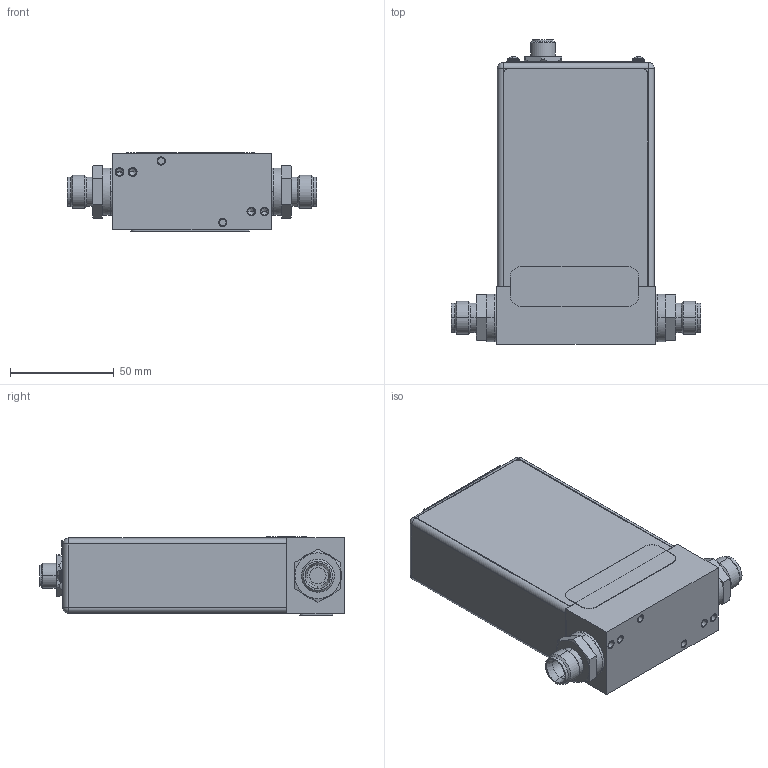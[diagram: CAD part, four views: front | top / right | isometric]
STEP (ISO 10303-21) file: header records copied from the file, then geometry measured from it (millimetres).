
FILE_DESCRIPTION((''),'2;1');
FILE_NAME('GM100A_DNET_12MM_TUBE_ASM','2016-11-28T',('cockrofm'),(''),'PRO/ENGINEER BY PARAMETRIC TECHNOLOGY CORPORATION, 2016100','PRO/ENGINEER BY PARAMETRIC TECHNOLOGY CORPORATION, 2016100','');
FILE_SCHEMA(('CONFIG_CONTROL_DESIGN'));
Length unit declared in the file: inch
Products named in the file (21): 1052409_FLOWBODY_1_1_1; PRT0069; ASM0017_ASM; PRT0070; 1042639-001_FRT_1_1_1; 1042450_ENCLOSURE_1_1_1; 119937-P9_SMALL-SINGLE_1_1_1; 122676_1_1_1; 1043970_LABEL_TOP_DNET_1_1_1; 1043857_LABEL_1_1_1; 119937-P9_LARGE-SINGLE_1_1_1; 1032904_DNET-CONN_1_1_1; 133675_DNET_CONN_NUT_1_1_1; 1038688_CONN_RJ45_1_1_1; 1054200_DNET_OUTLINE_ASM_1_ASM__ASM; 1058567-002_ASM_2_ASM_1_ASM_1; GM100A_DNET_4VCR_ASM_ASM_1_ASM__ASM; GM100A_DNET_8VCR_ASM_1_ASM_1_ASM; GM100A_DNET_8VCR_ASM_1_ASM; 1072907_FITTING_10MM; GM100A_DNET_12MM_TUBE_ASM
Assembly tree (22 placements, depth 7):
  GM100A_DNET_12MM_TUBE_ASM
    GM100A_DNET_8VCR_ASM_1_ASM
      GM100A_DNET_8VCR_ASM_1_ASM_1_ASM
        GM100A_DNET_4VCR_ASM_ASM_1_ASM__ASM
          1054200_DNET_OUTLINE_ASM_1_ASM__ASM
            1052409_FLOWBODY_1_1_1
            ASM0017_ASM
              PRT0069
            PRT0070  x2
            1042639-001_FRT_1_1_1
            1042450_ENCLOSURE_1_1_1
            119937-P9_SMALL-SINGLE_1_1_1
            122676_1_1_1
            1043970_LABEL_TOP_DNET_1_1_1
            1043857_LABEL_1_1_1
            119937-P9_LARGE-SINGLE_1_1_1
            1032904_DNET-CONN_1_1_1
            133675_DNET_CONN_NUT_1_1_1
            1038688_CONN_RJ45_1_1_1
          1058567-002_ASM_2_ASM_1_ASM_1
    1072907_FITTING_10MM  x2
Bounding box: 119.99 x 146.69 x 37.59 mm (x, y, z)
Volume: 104987 mm3; surface area: 115645.8 mm2
Topology: 15 solids, 27 shells, 606 faces, 1456 edges, 918 vertices
Faces by surface type: plane 251, cylinder 231, cone 60, extrusion 40, torus 16, sphere 8
Entity records: 15574 total; most frequent: CARTESIAN_POINT 3185, DIRECTION 2690, ORIENTED_EDGE 2308, EDGE_CURVE 1178, AXIS2_PLACEMENT_3D 1039, VERTEX_POINT 768, VECTOR 612, LINE 592
